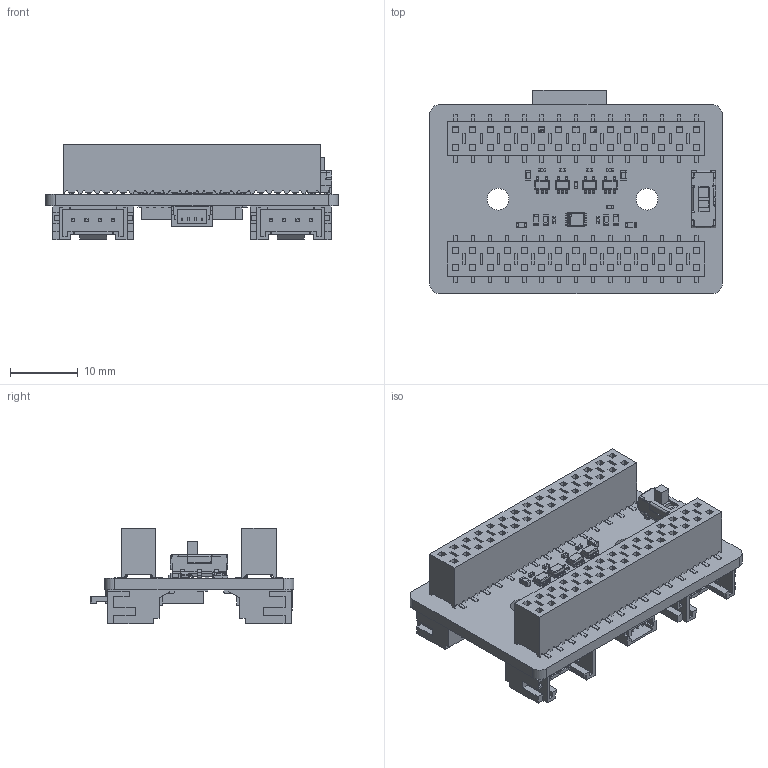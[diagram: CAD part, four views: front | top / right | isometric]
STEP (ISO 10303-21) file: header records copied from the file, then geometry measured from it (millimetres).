
FILE_DESCRIPTION(('Open CASCADE Model'),'2;1');
FILE_NAME('Open CASCADE Shape Model','2025-05-21T17:07:59',('Author'),( 'Open CASCADE'),'Open CASCADE STEP processor 7.5','Open CASCADE 7.5' ,'Unknown');
FILE_SCHEMA(('AUTOMOTIVE_DESIGN { 1 0 10303 214 1 1 1 1 }'));
Length unit declared in the file: millimetre
Products named in the file (63): PCB; Board; Open CASCADE STEP translator 7.5 1.1.1; C10; CAP-0603; U5; 6992689008; Body; Open CASCADE STEP translator 6.8 16.1.1; Leader; U3; U2; U1; R1; RES-0402; C9; CAP-0402; C8; C3; C2; C1; U4; 13276694288; Open CASCADE STEP translator 6.8 18.1; Open CASCADE STEP translator 6.8 18.2.1; R6; R5; RES-0603; R4; R3; R2; C7; C6; C5; C4; S1; CL-SB-22A-01T; J2; SSM-115-L-DV-FR; _SSM-115-L-DV_body ...
Assembly tree (92 placements, depth 5):
  PCB
    Board
      Open CASCADE STEP translator 7.5 1.1.1
    C10
      CAP-0603
    U5
      6992689008
        Body
          Open CASCADE STEP translator 6.8 16.1.1
        Leader  x5
    U3
      6992689008
        Body
          Open CASCADE STEP translator 6.8 16.1.1
        Leader  x5
    U2
      6992689008
        Body
          Open CASCADE STEP translator 6.8 16.1.1
        Leader  x5
    U1
      6992689008
        Body
          Open CASCADE STEP translator 6.8 16.1.1
        Leader  x5
    R1
      RES-0402
    C9
      CAP-0402
    C8
      CAP-0603
    C3
      CAP-0402
    C2
      CAP-0402
    C1
      CAP-0402
    U4
      13276694288
        Open CASCADE STEP translator 6.8 18.1
        Body
          Open CASCADE STEP translator 6.8 18.2.1
        Leader  x8
    R6
      RES-0402
    R5
      RES-0603
    R4
      RES-0603
    R3
      RES-0603
    R2
      RES-0603
    C7
      CAP-0402
    C6
      CAP-0603
    C5
      CAP-0402
    C4
Bounding box: 43.18 x 30.07 x 14.13 mm (x, y, z)
Volume: 5760.1 mm3; surface area: 10874.5 mm2
Topology: 70 solids, 71 shells, 4428 faces, 11465 edges, 7121 vertices
Faces by surface type: plane 3294, cylinder 890, sphere 122, bspline 120, cone 2
Full cylindrical faces by diameter (mm): 0.3 x1, 0.8 x3, 1 x3, 3.2 x2
Entity records: 68913 total; most frequent: CARTESIAN_POINT 12030, ORIENTED_EDGE 9781, DIRECTION 9082, EDGE_CURVE 4891, LINE 4200, VECTOR 4200, VERTEX_POINT 3167, AXIS2_PLACEMENT_3D 2441
